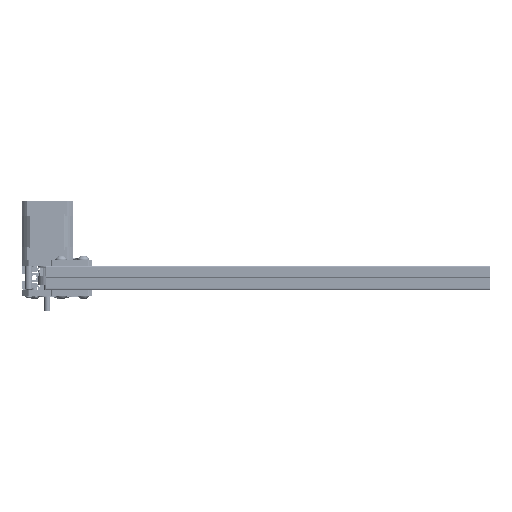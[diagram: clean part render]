
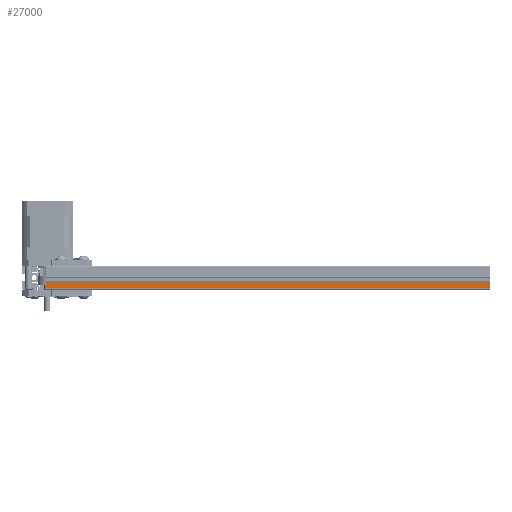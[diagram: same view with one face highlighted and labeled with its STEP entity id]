
A CAD part, left-side view. The second image highlights one B-rep face of the part: STEP entity #27000.
In plain terms, the highlighted face is planar.
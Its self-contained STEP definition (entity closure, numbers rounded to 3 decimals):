
#2100=PLANE('',#30437);
#3555=FACE_OUTER_BOUND('',#5297,.T.);
#5297=EDGE_LOOP('',(#24294,#24295,#24296,#24297));
#7273=LINE('',#49109,#9413);
#7274=LINE('',#49112,#9414);
#7275=LINE('',#49114,#9415);
#7276=LINE('',#49115,#9416);
#9413=VECTOR('',#38457,1000.);
#9414=VECTOR('',#38460,1000.);
#9415=VECTOR('',#38461,10.);
#9416=VECTOR('',#38462,1000.);
#13453=VERTEX_POINT('',#49105);
#13454=VERTEX_POINT('',#49107);
#13455=VERTEX_POINT('',#49111);
#13456=VERTEX_POINT('',#49113);
#17126=EDGE_CURVE('',#13454,#13453,#7273,.T.);
#17127=EDGE_CURVE('',#13453,#13455,#7274,.T.);
#17128=EDGE_CURVE('',#13454,#13456,#7275,.T.);
#17129=EDGE_CURVE('',#13456,#13455,#7276,.T.);
#24294=ORIENTED_EDGE('',*,*,#17127,.F.);
#24295=ORIENTED_EDGE('',*,*,#17126,.F.);
#24296=ORIENTED_EDGE('',*,*,#17128,.T.);
#24297=ORIENTED_EDGE('',*,*,#17129,.T.);
#27000=ADVANCED_FACE('',(#3555),#2100,.T.);
#30437=AXIS2_PLACEMENT_3D('',#49110,#38458,#38459);
#38457=DIRECTION('',(0.,0.,1.));
#38458=DIRECTION('center_axis',(0.,1.,0.));
#38459=DIRECTION('ref_axis',(0.,0.,1.));
#38460=DIRECTION('',(-1.,0.,0.));
#38461=DIRECTION('',(-1.,0.,0.));
#38462=DIRECTION('',(0.,0.,1.));
#49105=CARTESIAN_POINT('',(9.,10.,20.));
#49107=CARTESIAN_POINT('',(9.,10.,-350.));
#49109=CARTESIAN_POINT('',(9.,10.,-200.));
#49110=CARTESIAN_POINT('Origin',(9.,10.,-200.));
#49111=CARTESIAN_POINT('',(3.,10.,20.));
#49112=CARTESIAN_POINT('',(9.,10.,20.));
#49113=CARTESIAN_POINT('',(3.,10.,-350.));
#49114=CARTESIAN_POINT('',(0.,10.,-350.));
#49115=CARTESIAN_POINT('',(3.,10.,-200.));
